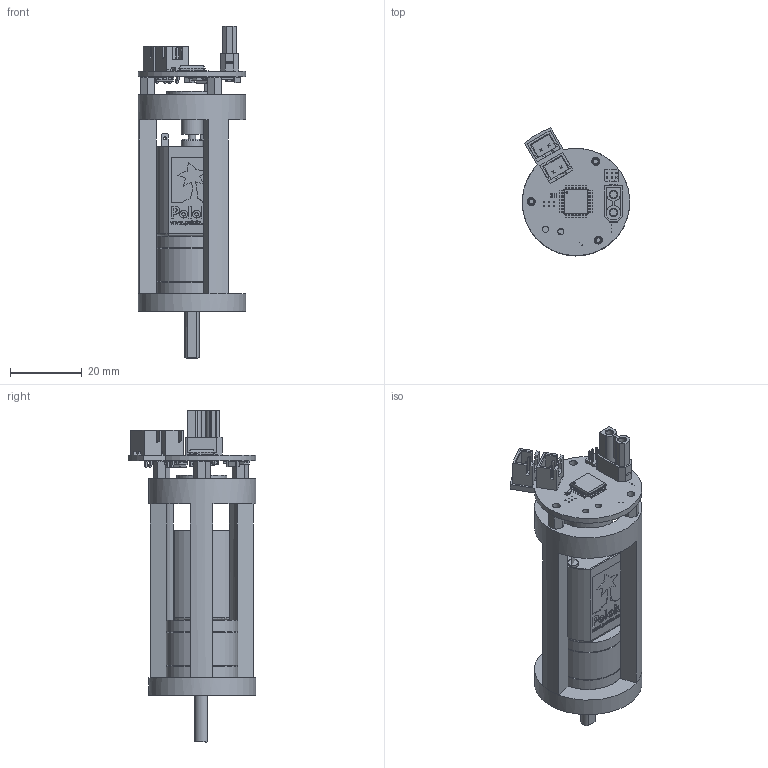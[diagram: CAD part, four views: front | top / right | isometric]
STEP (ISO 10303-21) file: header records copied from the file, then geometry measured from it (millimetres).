
FILE_DESCRIPTION(/* description */ (''),/* implementation_level */ '2;1');
FILE_NAME(/* name */ 'Assembly 20D v5.step',/* time_stamp */ '2024-10-13T16:24:32+03:00',/* author */ (''),/* organization */ (''),/* preprocessor_version */ 'ST-DEVELOPER v20',/* originating_system */ 'Autodesk Translation Framework v13.20.0.188',/* authorisation */ '');
FILE_SCHEMA (('AUTOMOTIVE_DESIGN { 1 0 10303 214 3 1 1 }'));
Length unit declared in the file: millimetre
Products named in the file (35): Assembly 20D; Magnet; PowerServo AE 36V 3.6A 30D CAN - CAD 1; LQFP-32_7x7mm_P0.8mm; LQFP_32_7x7mm_P08mm; JST_XH_B2B-XH-A_1x02_P2.50mm_Vertical; JST_B2B_XH_A; XT30; XT30_Buchse; PinHeader_2x03_P1.27mm_Vertical; PinHeader_2x03_P127mm_Vertical; C_1206_3216Metric; C_1206_3216Metric_1; Texas_HTSOP-8-1EP_3.9x4.9mm_P1.27mm_EP2.85x4.9mm_Mask2.4x3.1mm_Therma
lVias; Texas_HTSOP_8_1EP_39x49mm_P127mm_EP285x49mm_Mask24x31mm_ThermalVias; WSON-6-1EP_2x2mm_P0.65mm_EP1x1.6mm; WSON_6_1EP_2x2mm_P065mm_EP1x16mm; SOIC-8_3.9x4.9mm_P1.27mm; SOIC_8_39x49mm_P127mm; QFN-16_MA730_MNP; part; R_0402_1005Metric; R_0402_1005Metric_1; C_0603_1608Metric; C_0603_1608Metric_1; R_0603_1608Metric; R_0603_1608Metric_1; Texas_SIL0010A_MicroSiP-10-1EP_3.8x3mm_P0.6mm_EP0.7x2.9mm; Texas_SIL0010A_MicroSiP_10_1EP_38x3mm_P06mm_EP07x29mm; C_0402_1005Metric; C_0402_1005Metric_1; PowerServo AE 36V 3.6A 30D_PCB; Component2; 971050244; 20d-metal-gearmotor-25-31-with-extended-motor-shaft
Assembly tree (43 placements, depth 4):
  Assembly 20D
    Magnet
    971050244  x3
    PowerServo AE 36V 3.6A 30D CAN - CAD 1
      C_0402_1005Metric  x6
        C_0402_1005Metric_1
      LQFP-32_7x7mm_P0.8mm
        LQFP_32_7x7mm_P08mm
      JST_XH_B2B-XH-A_1x02_P2.50mm_Vertical  x2
        JST_B2B_XH_A
      XT30
        XT30_Buchse
      PinHeader_2x03_P1.27mm_Vertical
        PinHeader_2x03_P127mm_Vertical
      C_1206_3216Metric  x2
        C_1206_3216Metric_1
      Texas_HTSOP-8-1EP_3.9x4.9mm_P1.27mm_EP2.85x4.9mm_Mask2.4x3.1mm_Therma
lVias
        Texas_HTSOP_8_1EP_39x49mm_P127mm_EP285x49mm_Mask24x31mm_ThermalVias
      WSON-6-1EP_2x2mm_P0.65mm_EP1x1.6mm
        WSON_6_1EP_2x2mm_P065mm_EP1x16mm
      SOIC-8_3.9x4.9mm_P1.27mm
        SOIC_8_39x49mm_P127mm
      QFN-16_MA730_MNP
        part
      R_0402_1005Metric
        R_0402_1005Metric_1
      C_0603_1608Metric
        C_0603_1608Metric_1
      R_0603_1608Metric
        R_0603_1608Metric_1
      Texas_SIL0010A_MicroSiP-10-1EP_3.8x3mm_P0.6mm_EP0.7x2.9mm
        Texas_SIL0010A_MicroSiP_10_1EP_38x3mm_P06mm_EP07x29mm
      PowerServo AE 36V 3.6A 30D_PCB
    Component2
    20d-metal-gearmotor-25-31-with-extended-motor-shaft
Bounding box: 30 x 35.7 x 92.79 mm (x, y, z)
Volume: 24677.3 mm3; surface area: 16332 mm2
Topology: 47 solids, 47 shells, 2339 faces, 5961 edges, 3814 vertices
Faces by surface type: plane 1674, cylinder 474, bspline 102, cone 63, sphere 14, torus 12
Full cylindrical faces by diameter (mm): 0.155 x1, 0.2 x7, 0.25 x1, 0.33 x6, 0.5 x1, 0.6 x1, 0.65 x6, 0.8 x2, 1 x4, 1.3 x3, 1.567 x3, 1.65 x2, 1.75 x2, 1.8 x2, 1.9 x2, 2 x8, 2.05 x2, 2.2 x6, 3 x3, 3.5 x4, 3.8 x2, 4 x1, 4.2 x1, 6 x1, 6.15 x1, 7 x1, 8 x1, 10 x2, 14 x1, 19.9 x1
Entity records: 67452 total; most frequent: CARTESIAN_POINT 15747, ORIENTED_EDGE 10282, DIRECTION 9786, EDGE_CURVE 5141, LINE 3992, VECTOR 3992, VERTEX_POINT 3292, AXIS2_PLACEMENT_3D 2897
